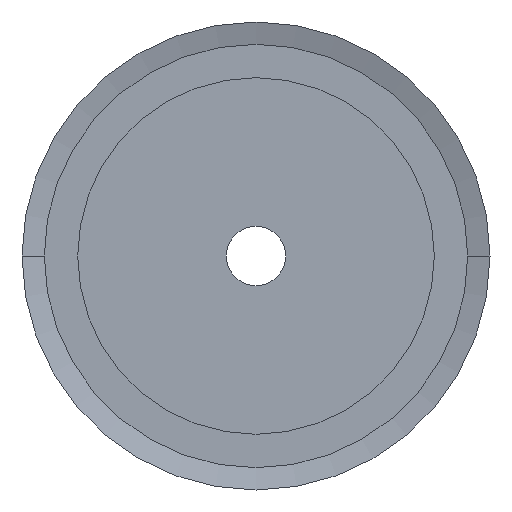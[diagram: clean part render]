
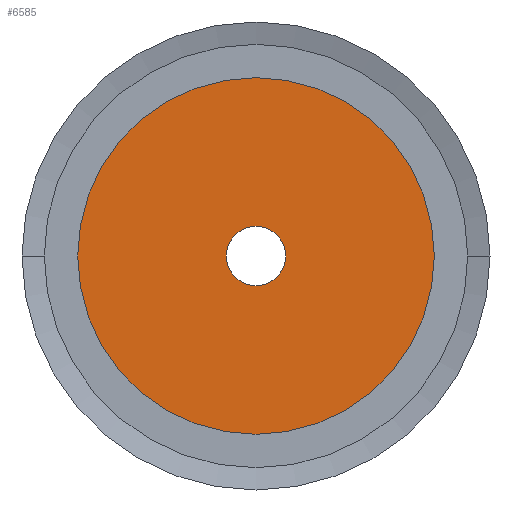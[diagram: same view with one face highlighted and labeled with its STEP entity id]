
A CAD part, left-side view. The second image highlights one B-rep face of the part: STEP entity #6585.
In plain terms, the highlighted planar face has unit normal (-1, 0, 0).
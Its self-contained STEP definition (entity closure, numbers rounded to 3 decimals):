
#6540=CARTESIAN_POINT('',(0.,0.,0.));
#6541=DIRECTION('',(1.,0.,0.));
#6542=DIRECTION('',(0.,0.,-1.));
#6543=AXIS2_PLACEMENT_3D('',#6540,#6541,#6542);
#6544=PLANE('',#6543);
#6545=CARTESIAN_POINT('',(0.,0.,24.));
#6546=VERTEX_POINT('',#6545);
#6547=CARTESIAN_POINT('',(0.,-0.,-24.));
#6548=VERTEX_POINT('',#6547);
#6549=CARTESIAN_POINT('',(0.,0.,0.));
#6550=DIRECTION('',(1.,0.,0.));
#6551=DIRECTION('',(0.,0.,-1.));
#6552=AXIS2_PLACEMENT_3D('',#6549,#6550,#6551);
#6553=CIRCLE('',#6552,24.);
#6554=EDGE_CURVE('',#6546,#6548,#6553,.T.);
#6555=ORIENTED_EDGE('',*,*,#6554,.F.);
#6556=CARTESIAN_POINT('',(0.,0.,0.));
#6557=DIRECTION('',(1.,0.,0.));
#6558=DIRECTION('',(0.,0.,-1.));
#6559=AXIS2_PLACEMENT_3D('',#6556,#6557,#6558);
#6560=CIRCLE('',#6559,24.);
#6561=EDGE_CURVE('',#6548,#6546,#6560,.T.);
#6562=ORIENTED_EDGE('',*,*,#6561,.F.);
#6563=EDGE_LOOP('',(#6555,#6562));
#6564=FACE_BOUND('',#6563,.T.);
#6565=CARTESIAN_POINT('',(0.,-0.,-4.));
#6566=VERTEX_POINT('',#6565);
#6567=CARTESIAN_POINT('',(0.,0.,4.));
#6568=VERTEX_POINT('',#6567);
#6569=CARTESIAN_POINT('',(0.,0.,0.));
#6570=DIRECTION('',(1.,0.,0.));
#6571=DIRECTION('',(0.,0.,-1.));
#6572=AXIS2_PLACEMENT_3D('',#6569,#6570,#6571);
#6573=CIRCLE('',#6572,4.);
#6574=EDGE_CURVE('',#6566,#6568,#6573,.T.);
#6575=ORIENTED_EDGE('',*,*,#6574,.T.);
#6576=CARTESIAN_POINT('',(0.,0.,0.));
#6577=DIRECTION('',(1.,0.,0.));
#6578=DIRECTION('',(0.,0.,-1.));
#6579=AXIS2_PLACEMENT_3D('',#6576,#6577,#6578);
#6580=CIRCLE('',#6579,4.);
#6581=EDGE_CURVE('',#6568,#6566,#6580,.T.);
#6582=ORIENTED_EDGE('',*,*,#6581,.T.);
#6583=EDGE_LOOP('',(#6575,#6582));
#6584=FACE_BOUND('',#6583,.T.);
#6585=ADVANCED_FACE('',(#6564,#6584),#6544,.F.);
